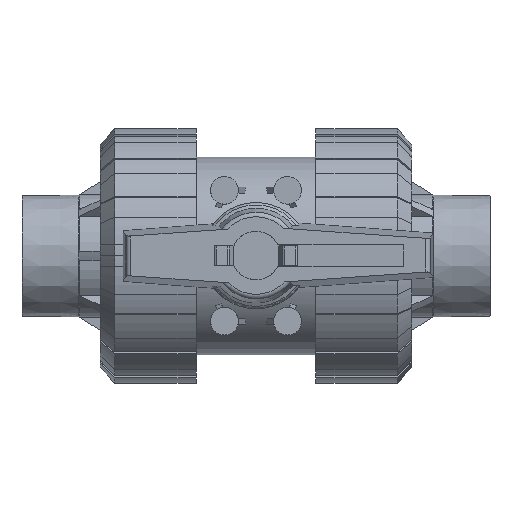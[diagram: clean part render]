
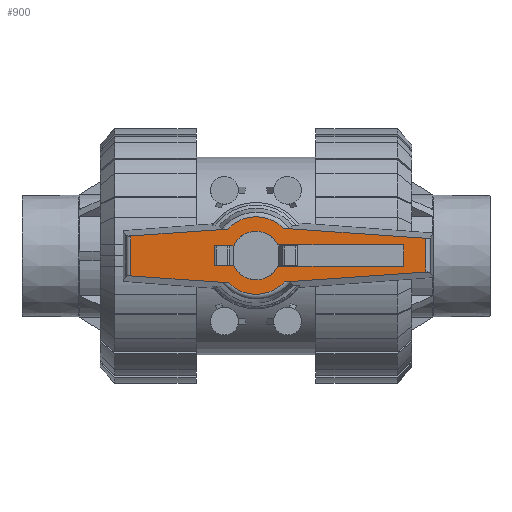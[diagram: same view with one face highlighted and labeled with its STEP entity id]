
A CAD part, top view. The second image highlights one B-rep face of the part: STEP entity #900.
In plain terms, the highlighted planar face has unit normal (0, 0, 1).
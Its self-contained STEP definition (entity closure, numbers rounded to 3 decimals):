
#900=ADVANCED_FACE('',(#2123,#2124),#2125,.T.);
#2123=FACE_BOUND('',#3739,.T.);
#2124=FACE_OUTER_BOUND('',#3740,.T.);
#2125=PLANE('',#3741);
#3739=EDGE_LOOP('',(#6040,#6041,#6042,#6043,#6044,#6045,#6046,#6047));
#3740=EDGE_LOOP('',(#6048,#6049,#6050,#6051,#6052,#6053,#6054,#6055));
#3741=AXIS2_PLACEMENT_3D('',#6056,#6057,#6058);
#6040=ORIENTED_EDGE('',*,*,#10261,.T.);
#6041=ORIENTED_EDGE('',*,*,#10332,.T.);
#6042=ORIENTED_EDGE('',*,*,#10439,.T.);
#6043=ORIENTED_EDGE('',*,*,#10447,.T.);
#6044=ORIENTED_EDGE('',*,*,#10243,.T.);
#6045=ORIENTED_EDGE('',*,*,#10183,.T.);
#6046=ORIENTED_EDGE('',*,*,#10174,.T.);
#6047=ORIENTED_EDGE('',*,*,#10252,.T.);
#6048=ORIENTED_EDGE('',*,*,#10396,.T.);
#6049=ORIENTED_EDGE('',*,*,#10551,.T.);
#6050=ORIENTED_EDGE('',*,*,#10493,.T.);
#6051=ORIENTED_EDGE('',*,*,#10500,.F.);
#6052=ORIENTED_EDGE('',*,*,#10428,.T.);
#6053=ORIENTED_EDGE('',*,*,#10531,.T.);
#6054=ORIENTED_EDGE('',*,*,#10474,.T.);
#6055=ORIENTED_EDGE('',*,*,#10481,.T.);
#6056=CARTESIAN_POINT('',(7.994,0.0,162.0));
#6057=DIRECTION('',(0.0,0.0,1.0));
#6058=DIRECTION('',(1.0,0.0,0.0));
#10174=EDGE_CURVE('',#12238,#12239,#12240,.T.);
#10183=EDGE_CURVE('',#12253,#12238,#12254,.T.);
#10243=EDGE_CURVE('',#12350,#12253,#12351,.T.);
#10252=EDGE_CURVE('',#12239,#12364,#12365,.T.);
#10261=EDGE_CURVE('',#12364,#12375,#12376,.T.);
#10332=EDGE_CURVE('',#12375,#12467,#12469,.T.);
#10396=EDGE_CURVE('',#12577,#12575,#12578,.T.);
#10428=EDGE_CURVE('',#12632,#12630,#12633,.T.);
#10439=EDGE_CURVE('',#12467,#12650,#12651,.T.);
#10447=EDGE_CURVE('',#12650,#12350,#12660,.T.);
#10474=EDGE_CURVE('',#12697,#12695,#12698,.T.);
#10481=EDGE_CURVE('',#12695,#12577,#12708,.T.);
#10493=EDGE_CURVE('',#12725,#12723,#12726,.T.);
#10500=EDGE_CURVE('',#12632,#12723,#12736,.T.);
#10531=EDGE_CURVE('',#12630,#12697,#12773,.T.);
#10551=EDGE_CURVE('',#12575,#12725,#12793,.T.);
#12238=VERTEX_POINT('',#15279);
#12239=VERTEX_POINT('',#15280);
#12240=LINE('',#15281,#15282);
#12253=VERTEX_POINT('',#15301);
#12254=LINE('',#15302,#15303);
#12350=VERTEX_POINT('',#15432);
#12351=CIRCLE('',#15433,10.0);
#12364=VERTEX_POINT('',#15448);
#12365=LINE('',#15449,#15450);
#12375=VERTEX_POINT('',#15465);
#12376=CIRCLE('',#15466,10.0);
#12467=VERTEX_POINT('',#15590);
#12469=LINE('',#15593,#15594);
#12575=VERTEX_POINT('',#15899);
#12577=VERTEX_POINT('',#15926);
#12578=LINE('',#15927,#15928);
#12630=VERTEX_POINT('',#16094);
#12632=VERTEX_POINT('',#16121);
#12633=LINE('',#16122,#16123);
#12650=VERTEX_POINT('',#16145);
#12651=LINE('',#16146,#16147);
#12660=LINE('',#16159,#16160);
#12695=VERTEX_POINT('',#16205);
#12697=VERTEX_POINT('',#16207);
#12698=LINE('',#16208,#16209);
#12708=LINE('',#16279,#16280);
#12723=VERTEX_POINT('',#16299);
#12725=VERTEX_POINT('',#16301);
#12726=LINE('',#16302,#16303);
#12736=LINE('',#16373,#16374);
#12773=CIRCLE('',#16483,15.988);
#12793=CIRCLE('',#16503,15.988);
#15279=CARTESIAN_POINT('',(60.833,4.375,162.0));
#15280=CARTESIAN_POINT('',(60.833,-4.375,162.0));
#15281=CARTESIAN_POINT('',(60.833,0.0,162.0));
#15282=VECTOR('',#21337,1.0);
#15301=CARTESIAN_POINT('',(8.992,4.375,162.0));
#15302=CARTESIAN_POINT('',(19.205,4.375,162.0));
#15303=VECTOR('',#21344,1.0);
#15432=CARTESIAN_POINT('',(-9.192,3.938,162.0));
#15433=AXIS2_PLACEMENT_3D('',#21432,#21433,#21434);
#15448=CARTESIAN_POINT('',(8.992,-4.375,162.0));
#15449=CARTESIAN_POINT('',(19.205,-4.375,162.0));
#15450=VECTOR('',#21449,1.0);
#15465=CARTESIAN_POINT('',(-9.192,-3.938,162.0));
#15466=AXIS2_PLACEMENT_3D('',#21455,#21456,#21457);
#15590=CARTESIAN_POINT('',(-16.933,-3.938,162.0));
#15593=CARTESIAN_POINT('',(-2.601,-3.938,162.0));
#15594=VECTOR('',#21525,1.0);
#15899=CARTESIAN_POINT('',(-11.394,-11.216,162.0));
#15926=CARTESIAN_POINT('',(-51.662,-8.4,162.0));
#15927=CARTESIAN_POINT('',(-4.192,-11.72,162.0));
#15928=VECTOR('',#21579,1.0);
#16094=CARTESIAN_POINT('',(11.394,11.216,162.0));
#16121=CARTESIAN_POINT('',(69.912,7.124,162.0));
#16122=CARTESIAN_POINT('',(37.881,9.364,162.0));
#16123=VECTOR('',#21607,1.0);
#16145=CARTESIAN_POINT('',(-16.933,3.938,162.0));
#16146=CARTESIAN_POINT('',(-16.933,5.906,162.0));
#16147=VECTOR('',#21622,1.0);
#16159=CARTESIAN_POINT('',(-2.601,3.938,162.0));
#16160=VECTOR('',#21629,1.0);
#16205=CARTESIAN_POINT('',(-51.662,8.09,162.0));
#16207=CARTESIAN_POINT('',(-11.712,10.883,162.0));
#16208=CARTESIAN_POINT('',(-3.074,11.487,162.0));
#16209=VECTOR('',#21661,1.0);
#16279=CARTESIAN_POINT('',(-51.662,15.75,162.0));
#16280=VECTOR('',#21663,1.0);
#16299=CARTESIAN_POINT('',(69.912,-6.814,162.0));
#16301=CARTESIAN_POINT('',(11.712,-10.883,162.0));
#16302=CARTESIAN_POINT('',(38.956,-8.978,162.0));
#16303=VECTOR('',#21677,1.0);
#16373=CARTESIAN_POINT('',(69.912,15.75,162.0));
#16374=VECTOR('',#21679,1.0);
#16483=AXIS2_PLACEMENT_3D('',#21714,#21715,#21716);
#16503=AXIS2_PLACEMENT_3D('',#21741,#21742,#21743);
#21337=DIRECTION('',(0.0,-1.0,0.0));
#21344=DIRECTION('',(1.0,0.0,-0.0));
#21432=CARTESIAN_POINT('',(0.0,0.0,162.0));
#21433=DIRECTION('',(0.0,0.0,-1.0));
#21434=DIRECTION('',(1.0,0.0,0.0));
#21449=DIRECTION('',(-1.0,0.0,0.0));
#21455=CARTESIAN_POINT('',(0.0,0.0,162.0));
#21456=DIRECTION('',(0.0,0.0,-1.0));
#21457=DIRECTION('',(1.0,0.0,0.0));
#21525=DIRECTION('',(-1.0,0.0,0.0));
#21579=DIRECTION('',(0.998,-0.07,0.0));
#21607=DIRECTION('',(-0.998,0.07,0.0));
#21622=DIRECTION('',(0.0,1.0,-0.0));
#21629=DIRECTION('',(1.0,0.0,0.0));
#21661=DIRECTION('',(-0.998,-0.07,0.0));
#21663=DIRECTION('',(0.0,-1.0,0.0));
#21677=DIRECTION('',(0.998,0.07,-0.0));
#21679=DIRECTION('',(0.0,-1.0,0.0));
#21714=CARTESIAN_POINT('',(0.0,0.0,162.0));
#21715=DIRECTION('',(0.0,0.0,1.0));
#21716=DIRECTION('',(1.0,0.0,0.0));
#21741=CARTESIAN_POINT('',(0.0,0.0,162.0));
#21742=DIRECTION('',(0.0,0.0,1.0));
#21743=DIRECTION('',(1.0,0.0,0.0));
